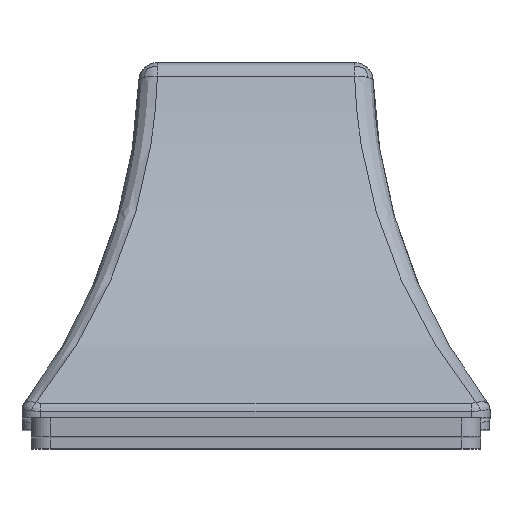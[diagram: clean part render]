
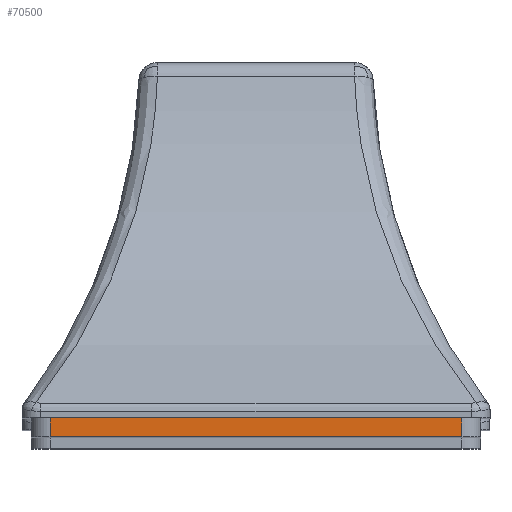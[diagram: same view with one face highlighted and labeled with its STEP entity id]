
A CAD part, top view. The second image highlights one B-rep face of the part: STEP entity #70500.
In plain terms, the highlighted face is planar.
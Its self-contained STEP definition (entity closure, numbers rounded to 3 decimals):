
#68790=CARTESIAN_POINT('',(-5.75,-14.3,-14.52));
#68800=VERTEX_POINT('',#68790);
#68830=CARTESIAN_POINT('',(5.25,-14.3,-14.52));
#68840=DIRECTION('',(-1.,0.,0.));
#68850=VECTOR('',#68840,1.);
#68860=LINE('',#68830,#68850);
#68870=CARTESIAN_POINT('',(16.25,-14.3,-14.52));
#68880=VERTEX_POINT('',#68870);
#68890=EDGE_CURVE('',#68880,#68800,#68860,.T.);
#69380=CARTESIAN_POINT('',(16.25,-15.3,-14.52));
#69390=VERTEX_POINT('',#69380);
#69420=CARTESIAN_POINT('',(5.25,-15.3,-14.52));
#69430=DIRECTION('',(-1.,0.,0.));
#69440=VECTOR('',#69430,1.);
#69450=LINE('',#69420,#69440);
#69460=CARTESIAN_POINT('',(-5.75,-15.3,-14.52));
#69470=VERTEX_POINT('',#69460);
#69480=EDGE_CURVE('',#69390,#69470,#69450,.T.);
#70290=CARTESIAN_POINT('',(-9.798,-15.096,
-14.52));
#70300=DIRECTION('',(0.,-0.,1.));
#70310=DIRECTION('',(0.,1.,0.));
#70320=AXIS2_PLACEMENT_3D('',#70290,#70300,#70310);
#70330=PLANE('',#70320);
#70340=ORIENTED_EDGE('',*,*,#68890,.F.);
#70350=CARTESIAN_POINT('',(-5.75,-14.3,-14.52));
#70360=DIRECTION('',(0.,1.,0.));
#70370=VECTOR('',#70360,1.);
#70380=LINE('',#70350,#70370);
#70390=EDGE_CURVE('',#69470,#68800,#70380,.T.);
#70400=ORIENTED_EDGE('',*,*,#70390,.T.);
#70410=ORIENTED_EDGE('',*,*,#69480,.T.);
#70420=CARTESIAN_POINT('',(16.25,-14.3,-14.52));
#70430=DIRECTION('',(0.,-1.,0.));
#70440=VECTOR('',#70430,1.);
#70450=LINE('',#70420,#70440);
#70460=EDGE_CURVE('',#68880,#69390,#70450,.T.);
#70470=ORIENTED_EDGE('',*,*,#70460,.T.);
#70480=EDGE_LOOP('',(#70470,#70410,#70400,#70340));
#70490=FACE_OUTER_BOUND('',#70480,.T.);
#70500=ADVANCED_FACE('',(#70490),#70330,.F.);
